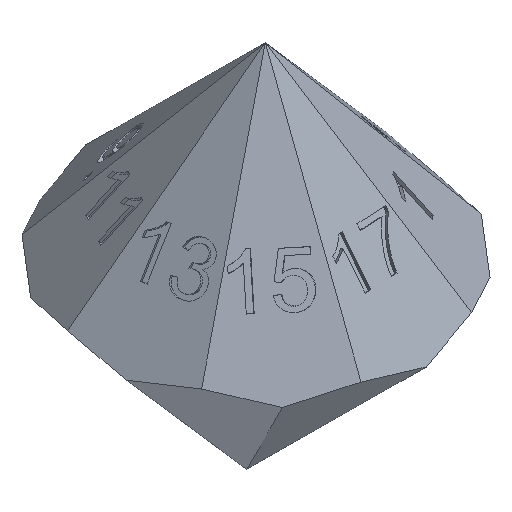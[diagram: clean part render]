
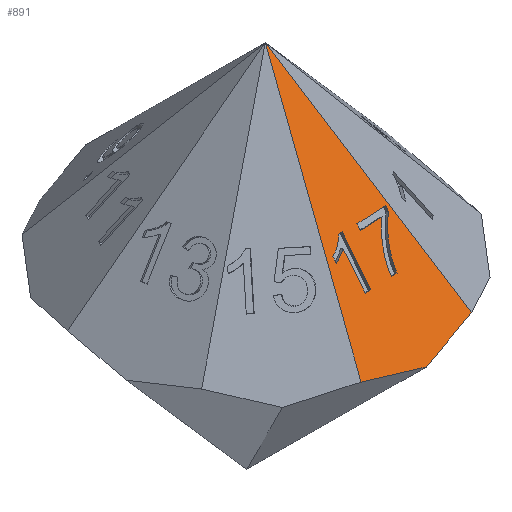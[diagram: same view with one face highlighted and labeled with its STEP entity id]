
A CAD part, isometric view. The second image highlights one B-rep face of the part: STEP entity #891.
In plain terms, the highlighted planar face has unit normal (0.014, -0.803, 0.596).
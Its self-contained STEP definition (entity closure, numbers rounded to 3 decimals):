
#98=CARTESIAN_POINT('',(-17.637,-26.504,2.372));
#99=VERTEX_POINT('',#98);
#108=CARTESIAN_POINT('',(-21.321,-27.211,1.505));
#109=VERTEX_POINT('',#108);
#110=CARTESIAN_POINT('',(-21.321,-27.211,1.505));
#111=DIRECTION('',(0.957,0.184,0.225));
#112=VECTOR('',#111,3.851);
#113=LINE('',#110,#112);
#114=EDGE_CURVE('',#109,#99,#113,.T.);
#717=CARTESIAN_POINT('',(-20.896,-36.664,-11.24));
#718=DIRECTION('',(0.014,-0.803,0.596));
#719=DIRECTION('',(0.027,-0.596,-0.803));
#720=AXIS2_PLACEMENT_3D('',#717,#718,#719);
#721=PLANE('',#720);
#722=CARTESIAN_POINT('',(-22.394,-22.793,7.483));
#723=VERTEX_POINT('',#722);
#724=CARTESIAN_POINT('',(-22.303,-24.585,5.066));
#725=VERTEX_POINT('',#724);
#726=CARTESIAN_POINT('',(-22.394,-22.793,7.483));
#727=DIRECTION('',(0.03,-0.595,-0.803));
#728=VECTOR('',#727,3.01);
#729=LINE('',#726,#728);
#730=EDGE_CURVE('',#723,#725,#729,.T.);
#731=ORIENTED_EDGE('',*,*,#730,.T.);
#732=CARTESIAN_POINT('',(-22.671,-24.596,5.06));
#733=VERTEX_POINT('',#732);
#734=CARTESIAN_POINT('',(-22.303,-24.585,5.066));
#735=DIRECTION('',(-0.999,-0.029,-0.016));
#736=VECTOR('',#735,0.368);
#737=LINE('',#734,#736);
#738=EDGE_CURVE('',#725,#733,#737,.T.);
#739=ORIENTED_EDGE('',*,*,#738,.T.);
#740=CARTESIAN_POINT('',(-22.742,-23.199,6.943));
#741=VERTEX_POINT('',#740);
#742=CARTESIAN_POINT('',(-22.671,-24.596,5.06));
#743=DIRECTION('',(-0.03,0.595,0.803));
#744=VECTOR('',#743,2.346);
#745=LINE('',#742,#744);
#746=EDGE_CURVE('',#733,#741,#745,.T.);
#747=ORIENTED_EDGE('',*,*,#746,.T.);
#748=CARTESIAN_POINT('',(-23.464,-23.485,6.575));
#749=VERTEX_POINT('',#748);
#750=CARTESIAN_POINT('',(-22.742,-23.199,6.943));
#751=CARTESIAN_POINT('',(-22.828,-23.252,6.874));
#752=CARTESIAN_POINT('',(-22.942,-23.306,6.804));
#753=CARTESIAN_POINT('',(-23.083,-23.36,6.734));
#754=CARTESIAN_POINT('',(-23.224,-23.415,6.664));
#755=CARTESIAN_POINT('',(-23.351,-23.456,6.611));
#756=CARTESIAN_POINT('',(-23.464,-23.485,6.575));
#757=B_SPLINE_CURVE_WITH_KNOTS('',3,(#750,#751,#752,#753,#754,#755,#756),.UNSPECIFIED.,.F.,.F.,(4,3,4),(0.,0.5,1.),.UNSPECIFIED.);
#758=EDGE_CURVE('',#741,#749,#757,.T.);
#759=ORIENTED_EDGE('',*,*,#758,.T.);
#760=CARTESIAN_POINT('',(-23.475,-23.273,6.861));
#761=VERTEX_POINT('',#760);
#762=CARTESIAN_POINT('',(-23.464,-23.485,6.575));
#763=DIRECTION('',(-0.03,0.595,0.803));
#764=VECTOR('',#763,0.356);
#765=LINE('',#762,#764);
#766=EDGE_CURVE('',#749,#761,#765,.T.);
#767=ORIENTED_EDGE('',*,*,#766,.T.);
#768=CARTESIAN_POINT('',(-22.631,-22.799,7.479));
#769=VERTEX_POINT('',#768);
#770=CARTESIAN_POINT('',(-23.475,-23.273,6.861));
#771=CARTESIAN_POINT('',(-23.272,-23.209,6.942));
#772=CARTESIAN_POINT('',(-23.096,-23.134,7.039));
#773=CARTESIAN_POINT('',(-22.946,-23.048,7.152));
#774=CARTESIAN_POINT('',(-22.796,-22.961,7.265));
#775=CARTESIAN_POINT('',(-22.691,-22.878,7.374));
#776=CARTESIAN_POINT('',(-22.631,-22.799,7.479));
#777=B_SPLINE_CURVE_WITH_KNOTS('',3,(#770,#771,#772,#773,#774,#775,#776),.UNSPECIFIED.,.F.,.F.,(4,3,4),(0.,0.5,1.),.UNSPECIFIED.);
#778=EDGE_CURVE('',#761,#769,#777,.T.);
#779=ORIENTED_EDGE('',*,*,#778,.T.);
#780=CARTESIAN_POINT('',(-22.631,-22.799,7.479));
#781=DIRECTION('',(0.999,0.029,0.016));
#782=VECTOR('',#781,0.237);
#783=LINE('',#780,#782);
#784=EDGE_CURVE('',#769,#723,#783,.T.);
#785=ORIENTED_EDGE('',*,*,#784,.T.);
#786=EDGE_LOOP('',(#731,#739,#747,#759,#767,#779,#785));
#787=FACE_BOUND('',#786,.T.);
#788=CARTESIAN_POINT('',(-25.061,-26.705,2.273));
#789=VERTEX_POINT('',#788);
#790=CARTESIAN_POINT('',(-25.061,-26.705,2.273));
#791=DIRECTION('',(0.971,-0.131,-0.2));
#792=VECTOR('',#791,3.851);
#793=LINE('',#790,#792);
#794=EDGE_CURVE('',#789,#109,#793,.T.);
#795=ORIENTED_EDGE('',*,*,#794,.T.);
#796=ORIENTED_EDGE('',*,*,#114,.T.);
#797=CARTESIAN_POINT('',(-21.774,-17.152,15.067));
#798=VERTEX_POINT('',#797);
#799=CARTESIAN_POINT('',(-21.774,-17.152,15.067));
#800=DIRECTION('',(0.254,-0.574,-0.779));
#801=VECTOR('',#800,16.302);
#802=LINE('',#799,#801);
#803=EDGE_CURVE('',#798,#99,#802,.T.);
#804=ORIENTED_EDGE('',*,*,#803,.F.);
#805=CARTESIAN_POINT('',(-21.774,-17.152,15.067));
#806=DIRECTION('',(-0.202,-0.586,-0.785));
#807=VECTOR('',#806,16.302);
#808=LINE('',#805,#807);
#809=EDGE_CURVE('',#798,#789,#808,.T.);
#810=ORIENTED_EDGE('',*,*,#809,.T.);
#811=EDGE_LOOP('',(#795,#796,#804,#810));
#812=FACE_BOUND('',#811,.T.);
#813=CARTESIAN_POINT('',(-20.423,-24.039,5.758));
#814=VERTEX_POINT('',#813);
#815=CARTESIAN_POINT('',(-20.539,-24.534,5.094));
#816=VERTEX_POINT('',#815);
#817=CARTESIAN_POINT('',(-20.423,-24.039,5.758));
#818=CARTESIAN_POINT('',(-20.489,-24.19,5.555));
#819=CARTESIAN_POINT('',(-20.528,-24.355,5.334));
#820=CARTESIAN_POINT('',(-20.539,-24.534,5.094));
#821=B_SPLINE_CURVE_WITH_KNOTS('',3,(#817,#818,#819,#820),.UNSPECIFIED.,.F.,.F.,(4,4),(0.739,1.),.UNSPECIFIED.);
#822=EDGE_CURVE('',#814,#816,#821,.T.);
#823=ORIENTED_EDGE('',*,*,#822,.T.);
#824=CARTESIAN_POINT('',(-20.917,-24.545,5.088));
#825=VERTEX_POINT('',#824);
#826=CARTESIAN_POINT('',(-20.539,-24.534,5.094));
#827=DIRECTION('',(-0.999,-0.029,-0.016));
#828=VECTOR('',#827,0.378);
#829=LINE('',#826,#828);
#830=EDGE_CURVE('',#816,#825,#829,.T.);
#831=ORIENTED_EDGE('',*,*,#830,.T.);
#832=CARTESIAN_POINT('',(-19.948,-22.963,7.196));
#833=VERTEX_POINT('',#832);
#834=CARTESIAN_POINT('',(-20.917,-24.545,5.088));
#835=CARTESIAN_POINT('',(-20.92,-24.404,5.277));
#836=CARTESIAN_POINT('',(-20.883,-24.233,5.507));
#837=CARTESIAN_POINT('',(-20.804,-24.032,5.776));
#838=CARTESIAN_POINT('',(-20.726,-23.83,6.046));
#839=CARTESIAN_POINT('',(-20.608,-23.635,6.307));
#840=CARTESIAN_POINT('',(-20.452,-23.445,6.558));
#841=CARTESIAN_POINT('',(-20.296,-23.256,6.81));
#842=CARTESIAN_POINT('',(-20.128,-23.095,7.023));
#843=CARTESIAN_POINT('',(-19.948,-22.963,7.196));
#844=B_SPLINE_CURVE_WITH_KNOTS('',3,(#834,#835,#836,#837,#838,#839,#840,#841,#842,#843),.UNSPECIFIED.,.F.,.F.,(4,3,3,4),(0.,0.333,0.667,1.),.UNSPECIFIED.);
#845=EDGE_CURVE('',#825,#833,#844,.T.);
#846=ORIENTED_EDGE('',*,*,#845,.T.);
#847=CARTESIAN_POINT('',(-21.415,-23.005,7.173));
#848=VERTEX_POINT('',#847);
#849=CARTESIAN_POINT('',(-19.948,-22.963,7.196));
#850=DIRECTION('',(-0.999,-0.029,-0.016));
#851=VECTOR('',#850,1.468);
#852=LINE('',#849,#851);
#853=EDGE_CURVE('',#833,#848,#852,.T.);
#854=ORIENTED_EDGE('',*,*,#853,.T.);
#855=CARTESIAN_POINT('',(-21.426,-22.795,7.457));
#856=VERTEX_POINT('',#855);
#857=CARTESIAN_POINT('',(-21.415,-23.005,7.173));
#858=DIRECTION('',(-0.03,0.595,0.803));
#859=VECTOR('',#858,0.354);
#860=LINE('',#857,#859);
#861=EDGE_CURVE('',#848,#856,#860,.T.);
#862=ORIENTED_EDGE('',*,*,#861,.T.);
#863=CARTESIAN_POINT('',(-19.486,-22.738,7.488));
#864=VERTEX_POINT('',#863);
#865=CARTESIAN_POINT('',(-21.426,-22.795,7.457));
#866=DIRECTION('',(0.999,0.029,0.016));
#867=VECTOR('',#866,1.941);
#868=LINE('',#865,#867);
#869=EDGE_CURVE('',#856,#864,#868,.T.);
#870=ORIENTED_EDGE('',*,*,#869,.T.);
#871=CARTESIAN_POINT('',(-19.478,-22.909,7.258));
#872=VERTEX_POINT('',#871);
#873=CARTESIAN_POINT('',(-19.486,-22.738,7.488));
#874=DIRECTION('',(0.03,-0.595,-0.803));
#875=VECTOR('',#874,0.286);
#876=LINE('',#873,#875);
#877=EDGE_CURVE('',#864,#872,#876,.T.);
#878=ORIENTED_EDGE('',*,*,#877,.T.);
#879=CARTESIAN_POINT('',(-19.478,-22.909,7.258));
#880=CARTESIAN_POINT('',(-19.662,-23.035,7.092));
#881=CARTESIAN_POINT('',(-19.843,-23.202,6.872));
#882=CARTESIAN_POINT('',(-20.02,-23.408,6.599));
#883=CARTESIAN_POINT('',(-20.197,-23.613,6.326));
#884=CARTESIAN_POINT('',(-20.332,-23.824,6.045));
#885=CARTESIAN_POINT('',(-20.423,-24.039,5.758));
#886=B_SPLINE_CURVE_WITH_KNOTS('',3,(#879,#880,#881,#882,#883,#884,#885),.UNSPECIFIED.,.F.,.F.,(4,3,4),(0.,0.37,0.739),.UNSPECIFIED.);
#887=EDGE_CURVE('',#872,#814,#886,.T.);
#888=ORIENTED_EDGE('',*,*,#887,.T.);
#889=EDGE_LOOP('',(#823,#831,#846,#854,#862,#870,#878,#888));
#890=FACE_BOUND('',#889,.T.);
#891=ADVANCED_FACE('',(#787,#812,#890),#721,.T.);
